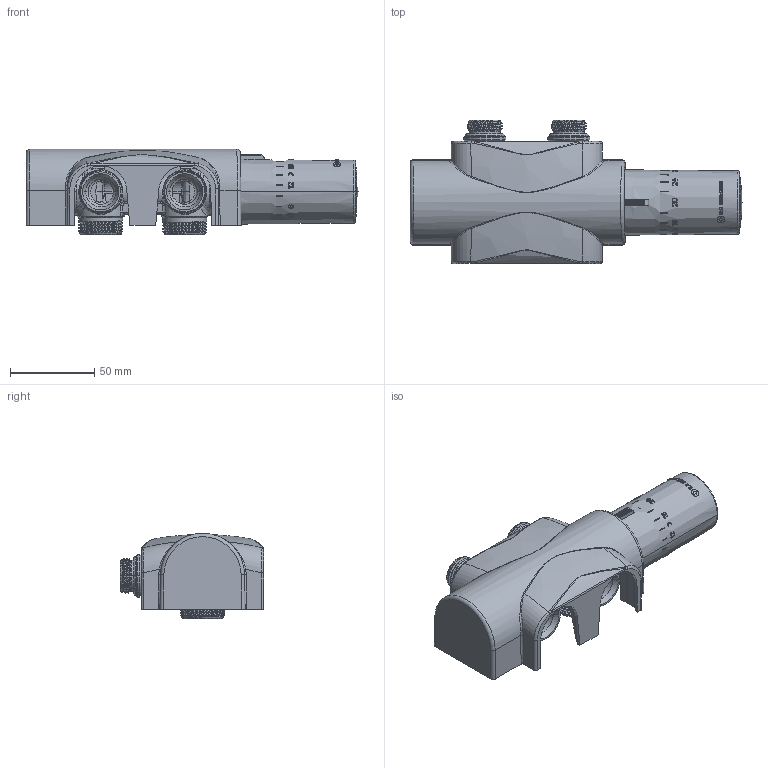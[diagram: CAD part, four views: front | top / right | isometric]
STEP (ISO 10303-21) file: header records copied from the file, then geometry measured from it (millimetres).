
FILE_DESCRIPTION((''),'2;1');
FILE_NAME('ASM0008_ASM','2018-04-04T12:06:49',('marann'),(''),'CREO PARAMETRIC BY PTC INC, 2017380','CREO PARAMETRIC BY PTC INC, 2017380','');
FILE_SCHEMA(('CONFIG_CONTROL_DESIGN'));
Products named in the file (34): 9690-27-800-RECHTS_SW0001_1_1_1; 9690-27-800-RECHTS_SW0001_1_1_3; 9690-27-800-RECHTS_SW0001_1_1_4; 9690-27-800-RECHTS_SW0001_1_1_5; 9690-27-800-RECHTS_SW0001_1_1_6; 9690-27-800-RECHTS_SW0001_1_1_7; 9690-27-800-RECHTS_SW0001_1_1_8; 9690-27-800-RECHTS_SW0001_1_1_9; 9690-27-800-RECHTS_SW0001_1__10; 9690-27-800-RECHTS_SW0001_1__11; 9690-27-800-RECHTS_SW0001_1__12; 9690-27-800-RECHTS_SW0001_1__13; 9690-27-800-RECHTS_SW0001_1__14; 9690-27-800-RECHTS_SW0001_1__15; 9690-27-800-RECHTS_SW0001_1__16; 9690-27-800-RECHTS_SW0001_1__17; 9690-27-800-RECHTS_SW0001_1__18; 9690-27-800-RECHTS_SW0001_1__19; 9690-27-800-RECHTS_SW0001__33; 9690-27-800-RECHTS_SW0001__34; 9690-27-800-RECHTS_SW0001__35; 9690-27-800-RECHTS_SW0001__36; 9690-27-800-RECHTS_SW0001__37; 9690-27-800-RECHTS_SW0001__38; 9690-27-800-RECHTS_SW0001__39; 9690-27-800-RECHTS_SW0001_40; 9690-27-800-RECHTS_SW0001_41; 9690-27-800-RECHTS_SW0001_42; 9690-27-800-RECHTS_SW0001_43; 9690-27-800-RECHTS_SW0001_44; 9690-27-800-RECHTS_SW0001_45; 9690-27-800-RECHTS_SW0001_46; 9690-27-800-RECHTS_SW0001_1_1_2_ASM; ASM0008_ASM
Assembly tree (33 placements, depth 3):
  ASM0008_ASM
    9690-27-800-RECHTS_SW0001_1_1_2_ASM
      9690-27-800-RECHTS_SW0001_1_1_1
      9690-27-800-RECHTS_SW0001_1_1_3
      9690-27-800-RECHTS_SW0001_1_1_4
      9690-27-800-RECHTS_SW0001_1_1_5
      9690-27-800-RECHTS_SW0001_1_1_6
      9690-27-800-RECHTS_SW0001_1_1_7
      9690-27-800-RECHTS_SW0001_1_1_8
      9690-27-800-RECHTS_SW0001_1_1_9
      9690-27-800-RECHTS_SW0001_1__10
      9690-27-800-RECHTS_SW0001_1__11
      9690-27-800-RECHTS_SW0001_1__12
      9690-27-800-RECHTS_SW0001_1__13
      9690-27-800-RECHTS_SW0001_1__14
      9690-27-800-RECHTS_SW0001_1__15
      9690-27-800-RECHTS_SW0001_1__16
      9690-27-800-RECHTS_SW0001_1__17
      9690-27-800-RECHTS_SW0001_1__18
      9690-27-800-RECHTS_SW0001_1__19
      9690-27-800-RECHTS_SW0001__33
      9690-27-800-RECHTS_SW0001__34
      9690-27-800-RECHTS_SW0001__35
      9690-27-800-RECHTS_SW0001__36
      9690-27-800-RECHTS_SW0001__37
      9690-27-800-RECHTS_SW0001__38
      9690-27-800-RECHTS_SW0001__39
      9690-27-800-RECHTS_SW0001_40
      9690-27-800-RECHTS_SW0001_41
      9690-27-800-RECHTS_SW0001_42
      9690-27-800-RECHTS_SW0001_43
      9690-27-800-RECHTS_SW0001_44
      9690-27-800-RECHTS_SW0001_45
      9690-27-800-RECHTS_SW0001_46
Bounding box: 197.6 x 85.5 x 50.8 mm (x, y, z)
Volume: 40165.4 mm3; surface area: 112580.5 mm2
Topology: 31 solids, 33 shells, 3109 faces, 8667 edges, 5550 vertices
Faces by surface type: plane 1063, bspline 751, cylinder 659, torus 295, cone 244, sphere 95, extrusion 2
Entity records: 146919 total; most frequent: CARTESIAN_POINT 73008, ORIENTED_EDGE 17149, DIRECTION 12969, EDGE_CURVE 8586, VERTEX_POINT 5550, AXIS2_PLACEMENT_3D 4846, VECTOR 3277, LINE 3275
